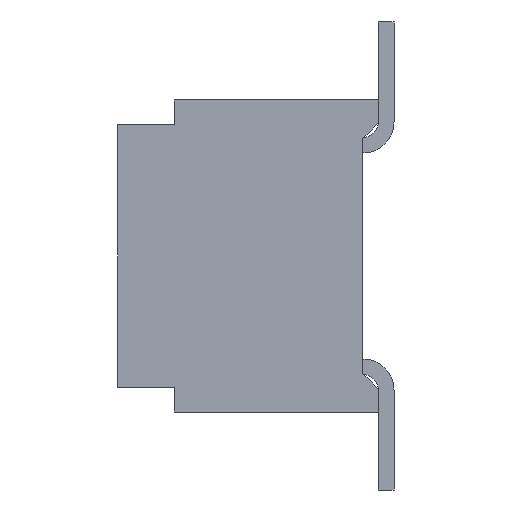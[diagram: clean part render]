
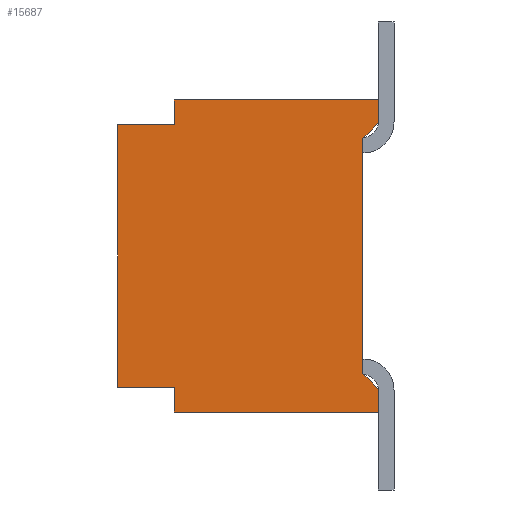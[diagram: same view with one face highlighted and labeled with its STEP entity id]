
A CAD part, left-side view. The second image highlights one B-rep face of the part: STEP entity #15687.
In plain terms, the highlighted planar face has unit normal (-1, 0, 0).
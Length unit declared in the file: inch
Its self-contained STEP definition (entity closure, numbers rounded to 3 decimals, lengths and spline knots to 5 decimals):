
#434=ORIENTED_EDGE('',*,*,#5034,.T.);
#435=ORIENTED_EDGE('',*,*,#5035,.T.);
#436=ORIENTED_EDGE('',*,*,#5036,.F.);
#437=ORIENTED_EDGE('',*,*,#5037,.T.);
#438=ORIENTED_EDGE('',*,*,#5038,.T.);
#439=ORIENTED_EDGE('',*,*,#5039,.T.);
#440=ORIENTED_EDGE('',*,*,#5040,.T.);
#441=ORIENTED_EDGE('',*,*,#5041,.T.);
#442=ORIENTED_EDGE('',*,*,#4950,.T.);
#443=ORIENTED_EDGE('',*,*,#5042,.T.);
#444=ORIENTED_EDGE('',*,*,#5043,.T.);
#445=ORIENTED_EDGE('',*,*,#5044,.F.);
#4950=EDGE_CURVE('',#7250,#7251,#8730,.T.);
#5034=EDGE_CURVE('',#7334,#7335,#8814,.T.);
#5035=EDGE_CURVE('',#7335,#7336,#8815,.T.);
#5036=EDGE_CURVE('',#7337,#7336,#8816,.T.);
#5037=EDGE_CURVE('',#7337,#7338,#8817,.T.);
#5038=EDGE_CURVE('',#7338,#7339,#8818,.T.);
#5039=EDGE_CURVE('',#7339,#7340,#8819,.T.);
#5040=EDGE_CURVE('',#7340,#7341,#8820,.T.);
#5041=EDGE_CURVE('',#7341,#7250,#8821,.T.);
#5042=EDGE_CURVE('',#7251,#7342,#8822,.T.);
#5043=EDGE_CURVE('',#7342,#7343,#8823,.T.);
#5044=EDGE_CURVE('',#7334,#7343,#8824,.T.);
#7250=VERTEX_POINT('',#21960);
#7251=VERTEX_POINT('',#21961);
#7334=VERTEX_POINT('',#22129);
#7335=VERTEX_POINT('',#22130);
#7336=VERTEX_POINT('',#22132);
#7337=VERTEX_POINT('',#22134);
#7338=VERTEX_POINT('',#22136);
#7339=VERTEX_POINT('',#22138);
#7340=VERTEX_POINT('',#22140);
#7341=VERTEX_POINT('',#22142);
#7342=VERTEX_POINT('',#22145);
#7343=VERTEX_POINT('',#22147);
#8730=LINE('',#21959,#10870);
#8814=LINE('',#22128,#10954);
#8815=LINE('',#22131,#10955);
#8816=LINE('',#22133,#10956);
#8817=LINE('',#22135,#10957);
#8818=LINE('',#22137,#10958);
#8819=LINE('',#22139,#10959);
#8820=LINE('',#22141,#10960);
#8821=LINE('',#22143,#10961);
#8822=LINE('',#22144,#10962);
#8823=LINE('',#22146,#10963);
#8824=LINE('',#22148,#10964);
#10870=VECTOR('',#17687,39.37008);
#10954=VECTOR('',#17773,39.37008);
#10955=VECTOR('',#17774,39.37008);
#10956=VECTOR('',#17775,39.37008);
#10957=VECTOR('',#17776,39.37008);
#10958=VECTOR('',#17777,39.37008);
#10959=VECTOR('',#17778,39.37008);
#10960=VECTOR('',#17779,39.37008);
#10961=VECTOR('',#17780,39.37008);
#10962=VECTOR('',#17781,39.37008);
#10963=VECTOR('',#17782,39.37008);
#10964=VECTOR('',#17783,39.37008);
#12971=EDGE_LOOP('',(#434,#435,#436,#437,#438,#439,#440,#441,#442,#443,
#444,#445));
#13957=FACE_BOUND('',#12971,.T.);
#14903=PLANE('',#16578);
#15687=ADVANCED_FACE('',(#13957),#14903,.F.);
#16578=AXIS2_PLACEMENT_3D('',#22127,#17771,#17772);
#17687=DIRECTION('',(0.,0.,1.));
#17771=DIRECTION('',(1.,0.,0.));
#17772=DIRECTION('',(0.,0.,-1.));
#17773=DIRECTION('',(0.,0.,-1.));
#17774=DIRECTION('',(0.,1.,0.));
#17775=DIRECTION('',(0.,0.,1.));
#17776=DIRECTION('',(0.,-1.,0.));
#17777=DIRECTION('',(0.,0.,-1.));
#17778=DIRECTION('',(0.,-1.,0.));
#17779=DIRECTION('',(0.,0.,1.));
#17780=DIRECTION('',(0.,0.707,0.707));
#17781=DIRECTION('',(0.,-0.707,0.707));
#17782=DIRECTION('',(0.,0.,1.));
#17783=DIRECTION('',(0.,-1.,0.));
#21959=CARTESIAN_POINT('',(0.,0.005,-0.0377));
#21960=CARTESIAN_POINT('',(0.,0.005,-0.0377));
#21961=CARTESIAN_POINT('',(0.,0.005,0.0377));
#22127=CARTESIAN_POINT('',(0.,0.0835,-0.05));
#22128=CARTESIAN_POINT('',(0.,0.0655,0.092));
#22129=CARTESIAN_POINT('',(0.,0.0655,0.05));
#22130=CARTESIAN_POINT('',(0.,0.0655,0.042));
#22131=CARTESIAN_POINT('',(0.,0.0655,0.042));
#22132=CARTESIAN_POINT('',(0.,0.0835,0.042));
#22133=CARTESIAN_POINT('',(0.,0.0835,-0.05));
#22134=CARTESIAN_POINT('',(0.,0.0835,-0.042));
#22135=CARTESIAN_POINT('',(0.,0.0835,-0.042));
#22136=CARTESIAN_POINT('',(0.,0.0655,-0.042));
#22137=CARTESIAN_POINT('',(0.,0.0655,-0.042));
#22138=CARTESIAN_POINT('',(0.,0.0655,-0.05));
#22139=CARTESIAN_POINT('',(0.,0.0835,-0.05));
#22140=CARTESIAN_POINT('',(0.,0.,-0.05));
#22141=CARTESIAN_POINT('',(0.,0.,-0.05));
#22142=CARTESIAN_POINT('',(0.,0.,-0.0427));
#22143=CARTESIAN_POINT('',(0.,0.,-0.0427));
#22144=CARTESIAN_POINT('',(0.,0.005,0.0377));
#22145=CARTESIAN_POINT('',(0.,0.,0.0427));
#22146=CARTESIAN_POINT('',(0.,0.,-0.05));
#22147=CARTESIAN_POINT('',(0.,0.,0.05));
#22148=CARTESIAN_POINT('',(0.,0.0835,0.05));
